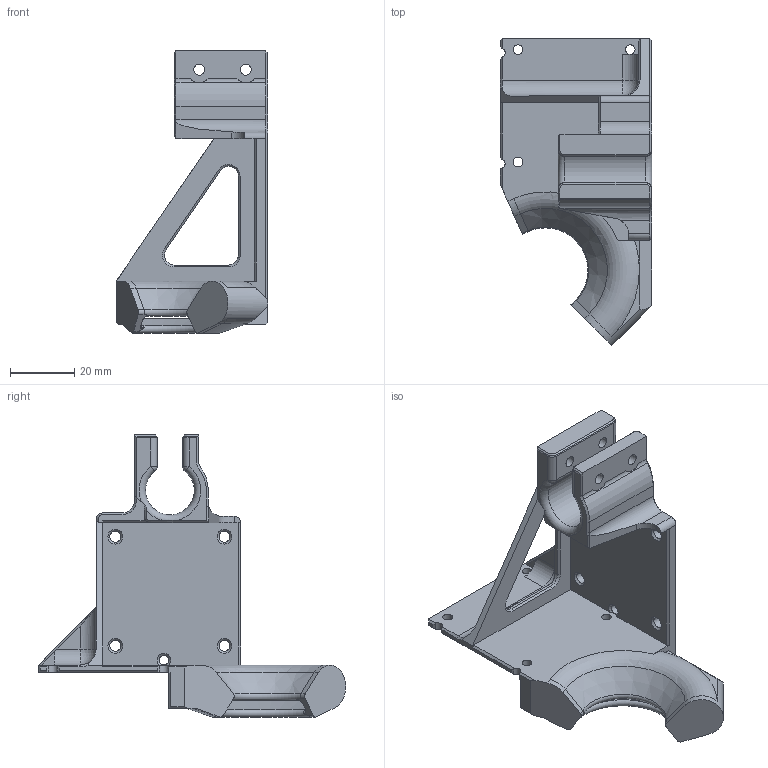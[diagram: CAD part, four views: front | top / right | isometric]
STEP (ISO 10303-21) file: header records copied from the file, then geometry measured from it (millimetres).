
FILE_DESCRIPTION( ( '' ), ' ' );
FILE_NAME( '5e673b7bea240d0ff787a8ce.step', '2020-03-10T07:02:19', ( '' ), ( '' ), ' ', ' ', ' ' );
FILE_SCHEMA( ( 'AUTOMOTIVE_DESIGN { 1 0 10303 214 1 1 1 1 }' ) );
Length unit declared in the file: metre
Products named in the file (1): Mounting
Bounding box: 47.2 x 95.74 x 87.9 mm (x, y, z)
Volume: 34697.4 mm3; surface area: 23034.4 mm2
Topology: 1 solids, 1 shells, 247 faces, 642 edges, 387 vertices
Faces by surface type: plane 131, cylinder 45, cone 35, bspline 24, torus 7, sphere 5
Full cylindrical faces by diameter (mm): 3 x5, 3.4 x8
Entity records: 12736 total; most frequent: CARTESIAN_POINT 4949, ORIENTED_EDGE 1224, DIRECTION 1149, EDGE_CURVE 612, AXIS2_PLACEMENT_3D 395, VERTEX_POINT 381, LINE 359, VECTOR 359
